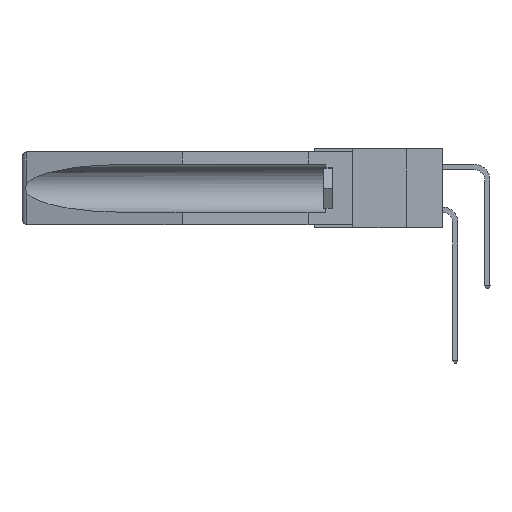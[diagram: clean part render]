
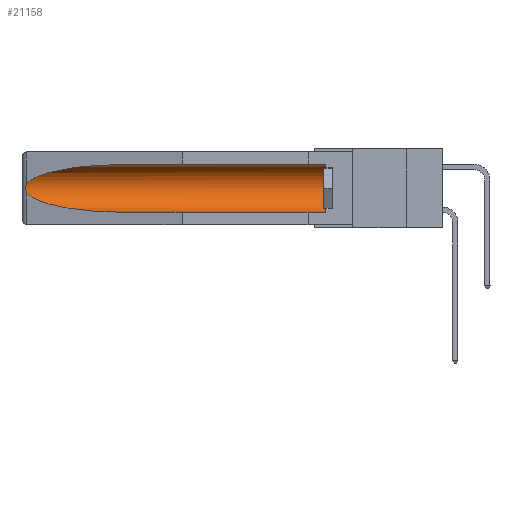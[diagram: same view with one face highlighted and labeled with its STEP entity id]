
A CAD part, left-side view. The second image highlights one B-rep face of the part: STEP entity #21158.
In plain terms, the highlighted cylindrical face has radius 2.857 mm (diameter 5.715 mm), a partial arc.
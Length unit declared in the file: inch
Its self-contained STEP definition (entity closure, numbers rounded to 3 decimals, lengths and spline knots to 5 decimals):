
#37 = CARTESIAN_POINT ( 'NONE',  ( 0.155, -0.30754, -0.284 ) ) ;
#170 = CIRCLE ( 'NONE', #2459, 0.1125 ) ;
#487 = DIRECTION ( 'NONE',  ( 0., -1., 0. ) ) ;
#594 = CARTESIAN_POINT ( 'NONE',  ( 0.2675, 1.53308, -0.16763 ) ) ;
#844 =( BOUNDED_CURVE ( )  B_SPLINE_CURVE ( 3, ( #1257, #9012, #18738, #14574 ),
 .UNSPECIFIED., .F., .F. ) 
 B_SPLINE_CURVE_WITH_KNOTS ( ( 4, 4 ),
 ( 4.71239, 6.08839 ),
 .UNSPECIFIED. ) 
 CURVE ( )  GEOMETRIC_REPRESENTATION_ITEM ( )  RATIONAL_B_SPLINE_CURVE ( ( 1., 0.848, 0.848, 1. ) ) 
 REPRESENTATION_ITEM ( '' )  );
#1257 = CARTESIAN_POINT ( 'NONE',  ( 0.155, 1.07973, -0.059 ) ) ;
#2028 = LINE ( 'NONE', #20577, #20827 ) ;
#2225 = CARTESIAN_POINT ( 'NONE',  ( 0.155, 0.126, -0.059 ) ) ;
#2400 = DIRECTION ( 'NONE',  ( 0., 0., 1. ) ) ;
#2459 = AXIS2_PLACEMENT_3D ( 'NONE', #10130, #487, #2400 ) ;
#2505 = CARTESIAN_POINT ( 'NONE',  ( 0.26654, 1.53092, -0.15636 ) ) ;
#2727 = CARTESIAN_POINT ( 'NONE',  ( 0.21114, 1.30732, -0.284 ) ) ;
#2753 = CARTESIAN_POINT ( 'NONE',  ( 0.26597, 1.5296, -0.19026 ) ) ;
#2972 = ORIENTED_EDGE ( 'NONE', *, *, #8534, .T. ) ;
#3303 = CYLINDRICAL_SURFACE ( 'NONE', #17437, 0.1125 ) ;
#3448 = CARTESIAN_POINT ( 'NONE',  ( 0.26537, 1.52718, -0.14972 ) ) ;
#3511 = DIRECTION ( 'NONE',  ( 0., 1., 0. ) ) ;
#4132 = ORIENTED_EDGE ( 'NONE', *, *, #11671, .T. ) ;
#4465 = CARTESIAN_POINT ( 'NONE',  ( 0.155, 1.07973, -0.284 ) ) ;
#4668 = VECTOR ( 'NONE', #5780, 39.37008 ) ;
#5351 = ORIENTED_EDGE ( 'NONE', *, *, #23478, .F. ) ;
#5425 = DIRECTION ( 'NONE',  ( 0., 0., 1. ) ) ;
#5780 = DIRECTION ( 'NONE',  ( 0., 1., 0. ) ) ;
#6171 = CARTESIAN_POINT ( 'NONE',  ( 0.26537, 1.52718, -0.14972 ) ) ;
#6304 = CARTESIAN_POINT ( 'NONE',  ( 0.25451, 1.48313, -0.24835 ) ) ;
#7592 = ORIENTED_EDGE ( 'NONE', *, *, #9634, .T. ) ;
#8053 = CARTESIAN_POINT ( 'NONE',  ( 0.155, 0.126, -0.284 ) ) ;
#8058 = EDGE_LOOP ( 'NONE', ( #4132, #9604, #24015, #5351, #7592, #2972 ) ) ;
#8534 = EDGE_CURVE ( 'NONE', #12766, #10774, #2028, .T. ) ;
#8709 = EDGE_CURVE ( 'NONE', #20616, #13307, #18244, .T. ) ;
#9012 = CARTESIAN_POINT ( 'NONE',  ( 0.21114, 1.30732, -0.059 ) ) ;
#9604 = ORIENTED_EDGE ( 'NONE', *, *, #13328, .T. ) ;
#9634 = EDGE_CURVE ( 'NONE', #10399, #12766, #170, .T. ) ;
#10130 = CARTESIAN_POINT ( 'NONE',  ( 0.155, 0.126, -0.1715 ) ) ;
#10399 = VERTEX_POINT ( 'NONE', #8053 ) ;
#10774 = VERTEX_POINT ( 'NONE', #15099 ) ;
#11671 = EDGE_CURVE ( 'NONE', #10774, #19252, #844, .T. ) ;
#11794 = LINE ( 'NONE', #37, #4668 ) ;
#11893 = CARTESIAN_POINT ( 'NONE',  ( 0.26537, 1.52718, -0.19328 ) ) ;
#12766 = VERTEX_POINT ( 'NONE', #2225 ) ;
#13307 = VERTEX_POINT ( 'NONE', #15989 ) ;
#13328 = EDGE_CURVE ( 'NONE', #19252, #20616, #13485, .T. ) ;
#13485 = B_SPLINE_CURVE_WITH_KNOTS ( 'NONE', 3,
 ( #6171, #19497, #2505, #19658, #594, #23334, #16069, #17714, #2753, #11893 ),
 .UNSPECIFIED., .F., .F.,
 ( 4, 2, 2, 2, 4 ),
 ( 0., 0.00029, 0.00058, 0.00087, 0.00117 ),
 .UNSPECIFIED. ) ;
#14574 = CARTESIAN_POINT ( 'NONE',  ( 0.26537, 1.52718, -0.14972 ) ) ;
#14902 = CARTESIAN_POINT ( 'NONE',  ( 0.155, -0.30754, -0.1715 ) ) ;
#15099 = CARTESIAN_POINT ( 'NONE',  ( 0.155, 1.07973, -0.059 ) ) ;
#15959 = CARTESIAN_POINT ( 'NONE',  ( 0.26537, 1.52718, -0.19328 ) ) ;
#15989 = CARTESIAN_POINT ( 'NONE',  ( 0.155, 1.07973, -0.284 ) ) ;
#16069 = CARTESIAN_POINT ( 'NONE',  ( 0.2673, 1.53269, -0.17917 ) ) ;
#17437 = AXIS2_PLACEMENT_3D ( 'NONE', #14902, #3511, #5425 ) ;
#17714 = CARTESIAN_POINT ( 'NONE',  ( 0.26655, 1.53094, -0.18657 ) ) ;
#18244 =( BOUNDED_CURVE ( )  B_SPLINE_CURVE ( 3, ( #15959, #6304, #2727, #4465 ),
 .UNSPECIFIED., .F., .F. ) 
 B_SPLINE_CURVE_WITH_KNOTS ( ( 4, 4 ),
 ( 0.1948, 1.5708 ),
 .UNSPECIFIED. ) 
 CURVE ( )  GEOMETRIC_REPRESENTATION_ITEM ( )  RATIONAL_B_SPLINE_CURVE ( ( 1., 0.848, 0.848, 1. ) ) 
 REPRESENTATION_ITEM ( '' )  );
#18738 = CARTESIAN_POINT ( 'NONE',  ( 0.25451, 1.48313, -0.09465 ) ) ;
#19134 = CARTESIAN_POINT ( 'NONE',  ( 0.26537, 1.52718, -0.19328 ) ) ;
#19252 = VERTEX_POINT ( 'NONE', #3448 ) ;
#19497 = CARTESIAN_POINT ( 'NONE',  ( 0.26597, 1.52961, -0.15275 ) ) ;
#19658 = CARTESIAN_POINT ( 'NONE',  ( 0.2673, 1.5327, -0.16383 ) ) ;
#20577 = CARTESIAN_POINT ( 'NONE',  ( 0.155, -0.30754, -0.059 ) ) ;
#20616 = VERTEX_POINT ( 'NONE', #19134 ) ;
#20827 = VECTOR ( 'NONE', #22319, 39.37008 ) ;
#21158 = ADVANCED_FACE ( 'NONE', ( #22980 ), #3303, .F. ) ;
#22319 = DIRECTION ( 'NONE',  ( 0., 1., 0. ) ) ;
#22980 = FACE_OUTER_BOUND ( 'NONE', #8058, .T. ) ;
#23334 = CARTESIAN_POINT ( 'NONE',  ( 0.2675, 1.53308, -0.17534 ) ) ;
#23478 = EDGE_CURVE ( 'NONE', #10399, #13307, #11794, .T. ) ;
#24015 = ORIENTED_EDGE ( 'NONE', *, *, #8709, .T. ) ;
